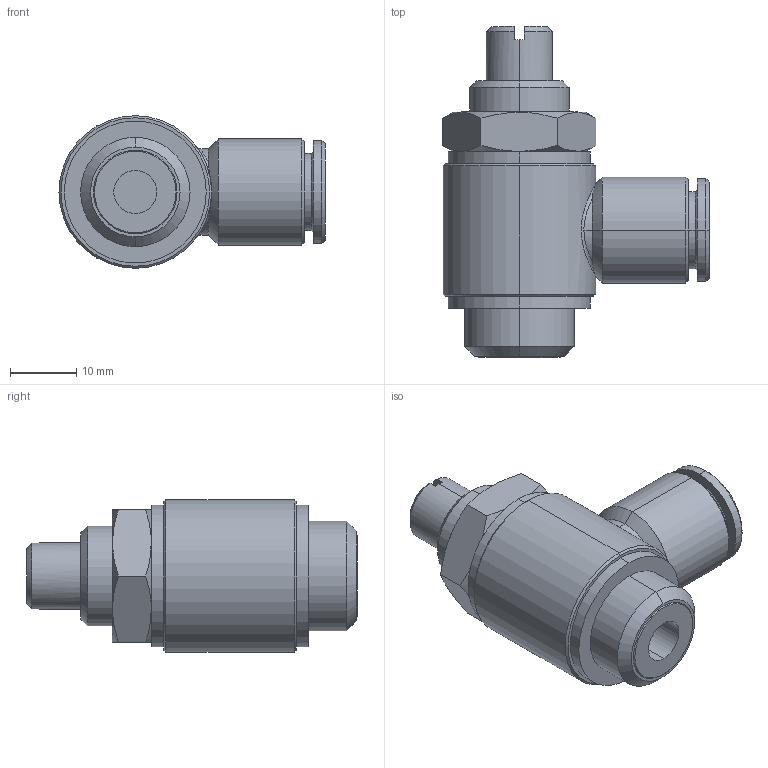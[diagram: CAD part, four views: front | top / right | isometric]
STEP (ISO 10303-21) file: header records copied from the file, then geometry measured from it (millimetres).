
FILE_DESCRIPTION (( 'STEP AP203' ), '1' );
FILE_NAME ('04290B53.STEP', '2010-05-10T12:22:45', ( '' ), ( 'sopra-pneumatic' ), 'SwSTEP 2.0', 'SolidWorks 2009', '' );
FILE_SCHEMA (( 'CONFIG_CONTROL_DESIGN' ));
Length unit declared in the file: millimetre
Products named in the file (1): 04290B53
Bounding box: 40.2 x 49.89 x 23 mm (x, y, z)
Volume: 15954.5 mm3; surface area: 5750.9 mm2
Topology: 1 solids, 3 shells, 87 faces, 183 edges, 115 vertices
Faces by surface type: cylinder 32, plane 27, cone 26, bspline 2
Entity records: 3595 total; most frequent: CARTESIAN_POINT 1644, DIRECTION 408, ORIENTED_EDGE 366, EDGE_CURVE 183, AXIS2_PLACEMENT_3D 171, VERTEX_POINT 115, EDGE_LOOP 100, FACE_OUTER_BOUND 87
